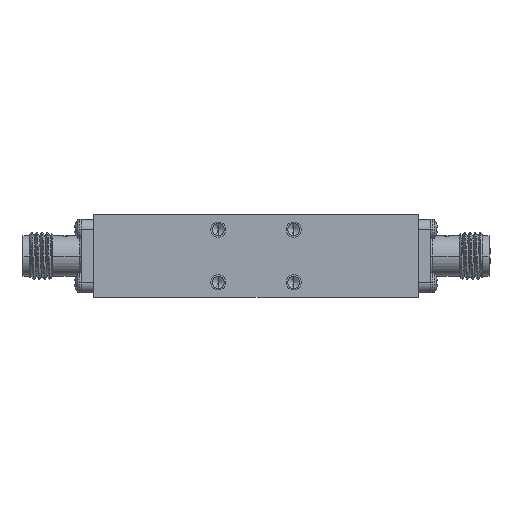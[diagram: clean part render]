
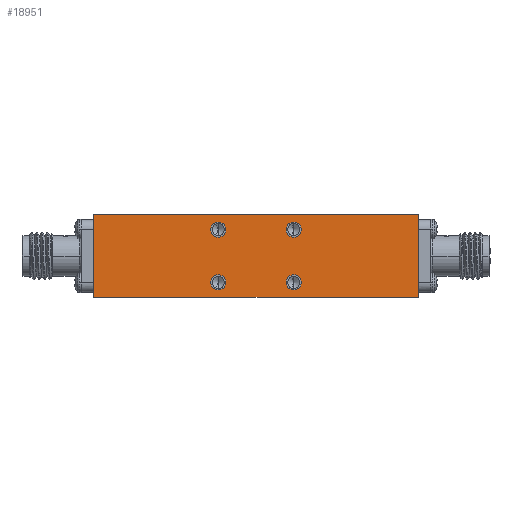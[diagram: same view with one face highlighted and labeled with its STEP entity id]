
A CAD part, front view. The second image highlights one B-rep face of the part: STEP entity #18951.
In plain terms, the highlighted planar face has unit normal (0, -1, 0).
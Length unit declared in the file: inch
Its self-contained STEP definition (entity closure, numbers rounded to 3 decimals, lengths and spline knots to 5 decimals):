
#364 = DIRECTION ( 'NONE',  ( 0., 0., -1. ) ) ;
#764 = PLANE ( 'NONE',  #22334 ) ;
#843 = EDGE_LOOP ( 'NONE', ( #16494, #15202 ) ) ;
#1230 = EDGE_LOOP ( 'NONE', ( #6140, #14624 ) ) ;
#1274 = LINE ( 'NONE', #6418, #22455 ) ;
#2364 = VERTEX_POINT ( 'NONE', #7629 ) ;
#2452 = VERTEX_POINT ( 'NONE', #16715 ) ;
#2709 = ORIENTED_EDGE ( 'NONE', *, *, #3485, .F. ) ;
#3254 = FACE_BOUND ( 'NONE', #1230, .T. ) ;
#3485 = EDGE_CURVE ( 'NONE', #40793, #18341, #17908, .T. ) ;
#3923 = LINE ( 'NONE', #16172, #11321 ) ;
#3996 = CARTESIAN_POINT ( 'NONE',  ( -0.19685, -0.29528, 0.17717 ) ) ;
#4035 = VERTEX_POINT ( 'NONE', #18514 ) ;
#4072 = AXIS2_PLACEMENT_3D ( 'NONE', #38779, #7651, #19903 ) ;
#4291 = CIRCLE ( 'NONE', #12274, 0.03937 ) ;
#4737 = EDGE_LOOP ( 'NONE', ( #33333, #5716 ) ) ;
#4837 = CARTESIAN_POINT ( 'NONE',  ( -0.19685, -0.29528, 0.1378 ) ) ;
#5091 = AXIS2_PLACEMENT_3D ( 'NONE', #7039, #32232, #13395 ) ;
#5178 = EDGE_CURVE ( 'NONE', #2452, #4035, #14436, .T. ) ;
#5569 = ORIENTED_EDGE ( 'NONE', *, *, #23982, .F. ) ;
#5587 = CARTESIAN_POINT ( 'NONE',  ( 0.19685, -0.29528, 0.17717 ) ) ;
#5716 = ORIENTED_EDGE ( 'NONE', *, *, #40013, .F. ) ;
#6140 = ORIENTED_EDGE ( 'NONE', *, *, #17285, .F. ) ;
#6313 = DIRECTION ( 'NONE',  ( 0., 0., -1. ) ) ;
#6418 = CARTESIAN_POINT ( 'NONE',  ( 0.84646, -0.29528, 0.21654 ) ) ;
#6481 = DIRECTION ( 'NONE',  ( 0., -1., 0. ) ) ;
#7039 = CARTESIAN_POINT ( 'NONE',  ( 0.19685, -0.29528, -0.1378 ) ) ;
#7629 = CARTESIAN_POINT ( 'NONE',  ( 0.84646, -0.29528, 0.21654 ) ) ;
#7651 = DIRECTION ( 'NONE',  ( 0., -1., 0. ) ) ;
#7966 = EDGE_CURVE ( 'NONE', #31726, #2364, #3923, .T. ) ;
#9679 = FACE_BOUND ( 'NONE', #843, .T. ) ;
#10147 = AXIS2_PLACEMENT_3D ( 'NONE', #15860, #6481, #28767 ) ;
#10169 = VERTEX_POINT ( 'NONE', #36142 ) ;
#10480 = CARTESIAN_POINT ( 'NONE',  ( -0.84646, -0.29528, 0.21654 ) ) ;
#10639 = FACE_OUTER_BOUND ( 'NONE', #34841, .T. ) ;
#10642 = VERTEX_POINT ( 'NONE', #3996 ) ;
#11321 = VECTOR ( 'NONE', #25756, 39.37008 ) ;
#11327 = ORIENTED_EDGE ( 'NONE', *, *, #19960, .T. ) ;
#11770 = ORIENTED_EDGE ( 'NONE', *, *, #18883, .F. ) ;
#12274 = AXIS2_PLACEMENT_3D ( 'NONE', #14869, #15002, #21476 ) ;
#13395 = DIRECTION ( 'NONE',  ( 0., 0., -1. ) ) ;
#14436 = CIRCLE ( 'NONE', #29593, 0.03937 ) ;
#14624 = ORIENTED_EDGE ( 'NONE', *, *, #17056, .F. ) ;
#14723 = EDGE_CURVE ( 'NONE', #40010, #10169, #20612, .T. ) ;
#14869 = CARTESIAN_POINT ( 'NONE',  ( 0.19685, -0.29528, 0.1378 ) ) ;
#15002 = DIRECTION ( 'NONE',  ( 0., -1., 0. ) ) ;
#15202 = ORIENTED_EDGE ( 'NONE', *, *, #21889, .F. ) ;
#15768 = CARTESIAN_POINT ( 'NONE',  ( -0.19685, -0.29528, -0.1378 ) ) ;
#15860 = CARTESIAN_POINT ( 'NONE',  ( 0.19685, -0.29528, 0.1378 ) ) ;
#16172 = CARTESIAN_POINT ( 'NONE',  ( -0.84646, -0.29528, 0.21654 ) ) ;
#16494 = ORIENTED_EDGE ( 'NONE', *, *, #40424, .F. ) ;
#16711 = CIRCLE ( 'NONE', #31438, 0.03937 ) ;
#16714 = CARTESIAN_POINT ( 'NONE',  ( -0.84646, -0.29528, 0.21654 ) ) ;
#16715 = CARTESIAN_POINT ( 'NONE',  ( 0.19685, -0.29528, -0.17717 ) ) ;
#17056 = EDGE_CURVE ( 'NONE', #27249, #19392, #24482, .T. ) ;
#17244 = DIRECTION ( 'NONE',  ( 0., 0., -1. ) ) ;
#17285 = EDGE_CURVE ( 'NONE', #19392, #27249, #4291, .T. ) ;
#17908 = CIRCLE ( 'NONE', #23220, 0.03937 ) ;
#18311 = CARTESIAN_POINT ( 'NONE',  ( -0.19685, -0.29528, -0.09843 ) ) ;
#18341 = VERTEX_POINT ( 'NONE', #18311 ) ;
#18514 = CARTESIAN_POINT ( 'NONE',  ( 0.19685, -0.29528, -0.09843 ) ) ;
#18883 = EDGE_CURVE ( 'NONE', #2364, #10169, #1274, .T. ) ;
#18951 = ADVANCED_FACE ( 'NONE', ( #9679, #39198, #3254, #26823, #10639 ), #764, .F. ) ;
#19392 = VERTEX_POINT ( 'NONE', #31948 ) ;
#19580 = CARTESIAN_POINT ( 'NONE',  ( -0.84646, -0.29528, -0.21654 ) ) ;
#19903 = DIRECTION ( 'NONE',  ( 0., 0., -1. ) ) ;
#19960 = EDGE_CURVE ( 'NONE', #31726, #40010, #36209, .T. ) ;
#20612 = LINE ( 'NONE', #37959, #40820 ) ;
#20666 = CARTESIAN_POINT ( 'NONE',  ( 0.19685, -0.29528, -0.1378 ) ) ;
#21456 = CARTESIAN_POINT ( 'NONE',  ( -0.19685, -0.29528, -0.17717 ) ) ;
#21476 = DIRECTION ( 'NONE',  ( 0., 0., -1. ) ) ;
#21780 = CIRCLE ( 'NONE', #32677, 0.03937 ) ;
#21889 = EDGE_CURVE ( 'NONE', #10642, #36367, #21780, .T. ) ;
#21976 = DIRECTION ( 'NONE',  ( 1., 0., 0. ) ) ;
#22334 = AXIS2_PLACEMENT_3D ( 'NONE', #16714, #26045, #26317 ) ;
#22455 = VECTOR ( 'NONE', #364, 39.37008 ) ;
#23220 = AXIS2_PLACEMENT_3D ( 'NONE', #31523, #34417, #37457 ) ;
#23670 = DIRECTION ( 'NONE',  ( 0., 0., -1. ) ) ;
#23982 = EDGE_CURVE ( 'NONE', #18341, #40793, #16711, .T. ) ;
#24482 = CIRCLE ( 'NONE', #10147, 0.03937 ) ;
#25042 = EDGE_LOOP ( 'NONE', ( #2709, #5569 ) ) ;
#25756 = DIRECTION ( 'NONE',  ( 1., 0., 0. ) ) ;
#26045 = DIRECTION ( 'NONE',  ( 0., 1., 0. ) ) ;
#26317 = DIRECTION ( 'NONE',  ( 0., 0., 1. ) ) ;
#26823 = FACE_BOUND ( 'NONE', #4737, .T. ) ;
#26839 = DIRECTION ( 'NONE',  ( 0., -1., 0. ) ) ;
#27249 = VERTEX_POINT ( 'NONE', #5587 ) ;
#27639 = CARTESIAN_POINT ( 'NONE',  ( -0.19685, -0.29528, 0.09843 ) ) ;
#27799 = VECTOR ( 'NONE', #6313, 39.37008 ) ;
#28462 = CARTESIAN_POINT ( 'NONE',  ( -0.84646, -0.29528, 0.21654 ) ) ;
#28767 = DIRECTION ( 'NONE',  ( 0., 0., -1. ) ) ;
#29255 = ORIENTED_EDGE ( 'NONE', *, *, #14723, .T. ) ;
#29593 = AXIS2_PLACEMENT_3D ( 'NONE', #20666, #39124, #23670 ) ;
#31438 = AXIS2_PLACEMENT_3D ( 'NONE', #15768, #34483, #34350 ) ;
#31523 = CARTESIAN_POINT ( 'NONE',  ( -0.19685, -0.29528, -0.1378 ) ) ;
#31726 = VERTEX_POINT ( 'NONE', #10480 ) ;
#31948 = CARTESIAN_POINT ( 'NONE',  ( 0.19685, -0.29528, 0.09843 ) ) ;
#31968 = CIRCLE ( 'NONE', #4072, 0.03937 ) ;
#32232 = DIRECTION ( 'NONE',  ( 0., -1., 0. ) ) ;
#32677 = AXIS2_PLACEMENT_3D ( 'NONE', #4837, #26839, #17244 ) ;
#33333 = ORIENTED_EDGE ( 'NONE', *, *, #5178, .F. ) ;
#34350 = DIRECTION ( 'NONE',  ( 0., 0., -1. ) ) ;
#34417 = DIRECTION ( 'NONE',  ( 0., -1., 0. ) ) ;
#34483 = DIRECTION ( 'NONE',  ( 0., -1., 0. ) ) ;
#34841 = EDGE_LOOP ( 'NONE', ( #29255, #11770, #36464, #11327 ) ) ;
#36142 = CARTESIAN_POINT ( 'NONE',  ( 0.84646, -0.29528, -0.21654 ) ) ;
#36209 = LINE ( 'NONE', #28462, #27799 ) ;
#36367 = VERTEX_POINT ( 'NONE', #27639 ) ;
#36464 = ORIENTED_EDGE ( 'NONE', *, *, #7966, .F. ) ;
#37457 = DIRECTION ( 'NONE',  ( 0., 0., -1. ) ) ;
#37959 = CARTESIAN_POINT ( 'NONE',  ( -0.84646, -0.29528, -0.21654 ) ) ;
#38411 = CIRCLE ( 'NONE', #5091, 0.03937 ) ;
#38779 = CARTESIAN_POINT ( 'NONE',  ( -0.19685, -0.29528, 0.1378 ) ) ;
#39124 = DIRECTION ( 'NONE',  ( 0., -1., 0. ) ) ;
#39198 = FACE_BOUND ( 'NONE', #25042, .T. ) ;
#40010 = VERTEX_POINT ( 'NONE', #19580 ) ;
#40013 = EDGE_CURVE ( 'NONE', #4035, #2452, #38411, .T. ) ;
#40424 = EDGE_CURVE ( 'NONE', #36367, #10642, #31968, .T. ) ;
#40793 = VERTEX_POINT ( 'NONE', #21456 ) ;
#40820 = VECTOR ( 'NONE', #21976, 39.37008 ) ;
